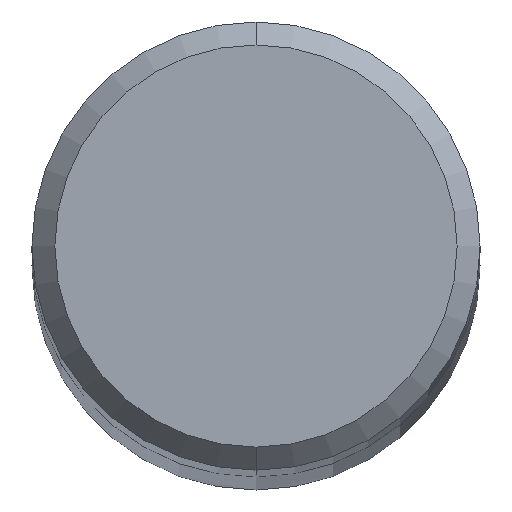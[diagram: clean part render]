
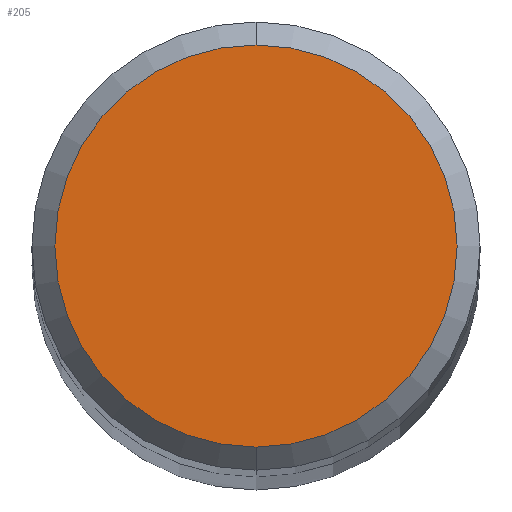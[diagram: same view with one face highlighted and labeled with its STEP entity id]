
A CAD part, top view. The second image highlights one B-rep face of the part: STEP entity #205.
In plain terms, the highlighted planar face has unit normal (0, 0, 1).
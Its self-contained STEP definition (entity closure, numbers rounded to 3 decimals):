
#193=VERTEX_POINT('',#455);
#205=ADVANCED_FACE('',(#468),#469,.T.);
#217=EDGE_CURVE('',#193,#287,#481,.T.);
#287=VERTEX_POINT('',#558);
#309=EDGE_CURVE('',#287,#193,#581,.T.);
#455=CARTESIAN_POINT('',(0.,-5.25,98.0));
#468=FACE_OUTER_BOUND('',#788,.T.);
#469=PLANE('',#789);
#481=CIRCLE('',#803,5.25);
#558=CARTESIAN_POINT('',(0.0,5.25,98.0));
#581=CIRCLE('',#1087,5.25);
#788=EDGE_LOOP('',(#1332,#1333));
#789=AXIS2_PLACEMENT_3D('',#1334,#1335,#1336);
#803=AXIS2_PLACEMENT_3D('',#1340,#1341,#1342);
#1087=AXIS2_PLACEMENT_3D('',#1445,#1446,#1447);
#1332=ORIENTED_EDGE('',*,*,#309,.F.);
#1333=ORIENTED_EDGE('',*,*,#217,.F.);
#1334=CARTESIAN_POINT('',(0.0,2.625,98.0));
#1335=DIRECTION('',(0.0,0.0,1.0));
#1336=DIRECTION('',(0.0,-1.0,0.0));
#1340=CARTESIAN_POINT('',(0.0,0.0,98.0));
#1341=DIRECTION('',(0.0,0.0,-1.0));
#1342=DIRECTION('',(0.0,1.0,0.0));
#1445=CARTESIAN_POINT('',(0.0,0.0,98.0));
#1446=DIRECTION('',(0.0,0.0,-1.0));
#1447=DIRECTION('',(0.0,1.0,0.0));
